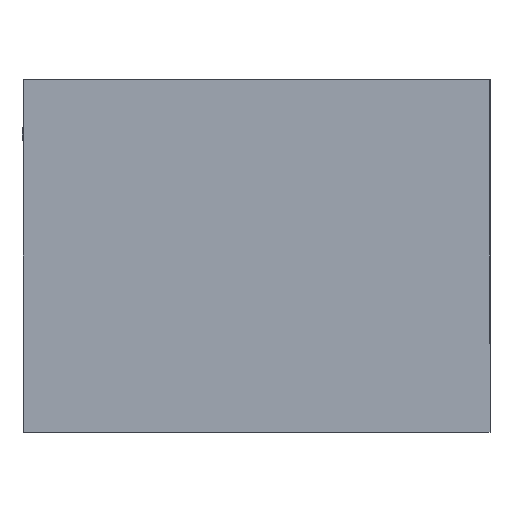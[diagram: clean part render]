
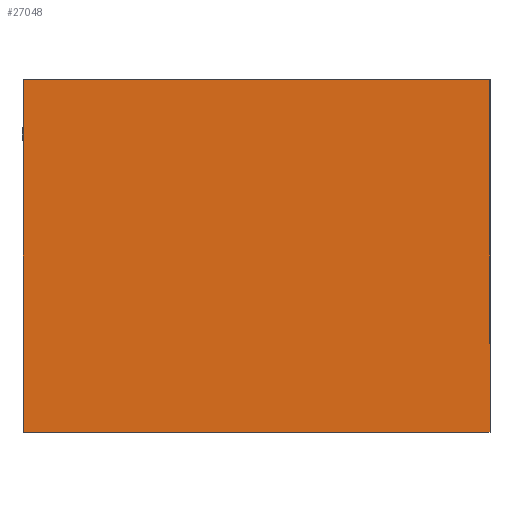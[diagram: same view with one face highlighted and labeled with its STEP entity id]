
A CAD part, front view. The second image highlights one B-rep face of the part: STEP entity #27048.
In plain terms, the highlighted planar face has unit normal (0, -1, 0).
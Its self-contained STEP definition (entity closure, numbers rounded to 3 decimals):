
#1013 = VERTEX_POINT ( 'NONE', #9306 ) ;
#1212 = VERTEX_POINT ( 'NONE', #8591 ) ;
#3335 = ORIENTED_EDGE ( 'NONE', *, *, #28548, .T. ) ;
#3441 = LINE ( 'NONE', #8558, #14819 ) ;
#5492 = VECTOR ( 'NONE', #12252, 1000. ) ;
#5685 = CARTESIAN_POINT ( 'NONE',  ( -86., -20., 65. ) ) ;
#8263 = CARTESIAN_POINT ( 'NONE',  ( 86., -20., -65. ) ) ;
#8558 = CARTESIAN_POINT ( 'NONE',  ( -86., -20., -65. ) ) ;
#8591 = CARTESIAN_POINT ( 'NONE',  ( 86., -20., 65. ) ) ;
#9306 = CARTESIAN_POINT ( 'NONE',  ( -86., -20., 65. ) ) ;
#12252 = DIRECTION ( 'NONE',  ( 0., 0., -1. ) ) ;
#13655 = VECTOR ( 'NONE', #29340, 1000. ) ;
#14377 = EDGE_CURVE ( 'NONE', #28136, #1212, #23458, .T. ) ;
#14819 = VECTOR ( 'NONE', #18777, 1000. ) ;
#15018 = DIRECTION ( 'NONE',  ( 0., 0., -1. ) ) ;
#15829 = EDGE_CURVE ( 'NONE', #1013, #25512, #19598, .T. ) ;
#16476 = EDGE_CURVE ( 'NONE', #1212, #1013, #18963, .T. ) ;
#18694 = DIRECTION ( 'NONE',  ( 0., 0., 1. ) ) ;
#18777 = DIRECTION ( 'NONE',  ( 1., 0., 0. ) ) ;
#18963 = LINE ( 'NONE', #5685, #13655 ) ;
#19598 = LINE ( 'NONE', #22307, #5492 ) ;
#20299 = DIRECTION ( 'NONE',  ( 0., -1., 0. ) ) ;
#20907 = CARTESIAN_POINT ( 'NONE',  ( 86., -20., 65. ) ) ;
#21771 = AXIS2_PLACEMENT_3D ( 'NONE', #32750, #20299, #15018 ) ;
#22307 = CARTESIAN_POINT ( 'NONE',  ( -86., -20., 65. ) ) ;
#22482 = ORIENTED_EDGE ( 'NONE', *, *, #16476, .T. ) ;
#22671 = PLANE ( 'NONE',  #21771 ) ;
#23458 = LINE ( 'NONE', #20907, #23869 ) ;
#23804 = CARTESIAN_POINT ( 'NONE',  ( -86., -20., -65. ) ) ;
#23869 = VECTOR ( 'NONE', #18694, 1000. ) ;
#25512 = VERTEX_POINT ( 'NONE', #23804 ) ;
#26000 = ORIENTED_EDGE ( 'NONE', *, *, #15829, .T. ) ;
#27048 = ADVANCED_FACE ( 'NONE', ( #32590 ), #22671, .T. ) ;
#28136 = VERTEX_POINT ( 'NONE', #8263 ) ;
#28548 = EDGE_CURVE ( 'NONE', #25512, #28136, #3441, .T. ) ;
#29340 = DIRECTION ( 'NONE',  ( -1., 0., 0. ) ) ;
#29492 = ORIENTED_EDGE ( 'NONE', *, *, #14377, .T. ) ;
#30572 = EDGE_LOOP ( 'NONE', ( #26000, #3335, #29492, #22482 ) ) ;
#32590 = FACE_OUTER_BOUND ( 'NONE', #30572, .T. ) ;
#32750 = CARTESIAN_POINT ( 'NONE',  ( 0., -20., 0. ) ) ;
